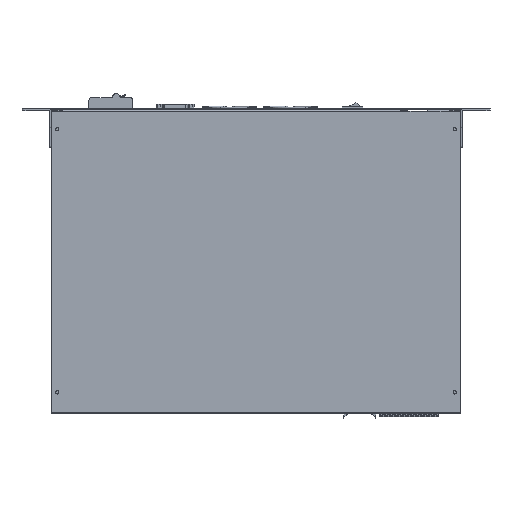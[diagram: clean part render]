
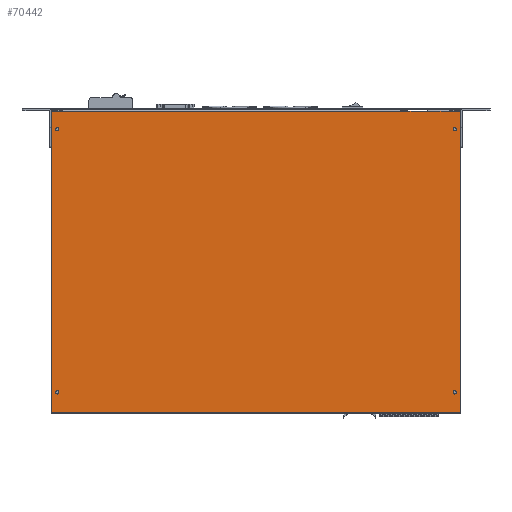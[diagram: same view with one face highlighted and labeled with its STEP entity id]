
A CAD part, top view. The second image highlights one B-rep face of the part: STEP entity #70442.
In plain terms, the highlighted planar face has unit normal (0, 0, 1).
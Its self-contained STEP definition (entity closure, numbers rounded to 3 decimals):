
#1309=FACE_BOUND('',#9106,.T.);
#1310=FACE_BOUND('',#9107,.T.);
#1311=FACE_BOUND('',#9108,.T.);
#1312=FACE_BOUND('',#9109,.T.);
#2720=CIRCLE('',#74640,1.7);
#2721=CIRCLE('',#74641,1.7);
#2724=CIRCLE('',#74645,1.7);
#2725=CIRCLE('',#74646,1.7);
#2727=CIRCLE('',#74649,1.7);
#2729=CIRCLE('',#74652,1.7);
#2730=CIRCLE('',#74655,1.);
#2732=CIRCLE('',#74658,1.);
#5204=FACE_OUTER_BOUND('',#9105,.T.);
#9105=EDGE_LOOP('',(#46935,#46936,#46937,#46938,#46939,#46940,#46941,#46942,
#46943,#46944));
#9106=EDGE_LOOP('',(#46945,#46946));
#9107=EDGE_LOOP('',(#46947,#46948));
#9108=EDGE_LOOP('',(#46949));
#9109=EDGE_LOOP('',(#46950));
#13587=LINE('',#101653,#21508);
#13602=LINE('',#101696,#21523);
#13633=LINE('',#101791,#21554);
#13640=LINE('',#101812,#21561);
#13643=LINE('',#101818,#21564);
#13644=LINE('',#101820,#21565);
#13645=LINE('',#101821,#21566);
#13646=LINE('',#101822,#21567);
#21508=VECTOR('',#80986,1.);
#21523=VECTOR('',#81027,1.);
#21554=VECTOR('',#81120,1.);
#21561=VECTOR('',#81141,1.);
#21564=VECTOR('',#81146,1.);
#21565=VECTOR('',#81147,1.);
#21566=VECTOR('',#81148,1.);
#21567=VECTOR('',#81149,1.);
#29429=VERTEX_POINT('',#101650);
#29430=VERTEX_POINT('',#101652);
#29445=VERTEX_POINT('',#101694);
#29467=VERTEX_POINT('',#101761);
#29468=VERTEX_POINT('',#101763);
#29471=VERTEX_POINT('',#101771);
#29472=VERTEX_POINT('',#101773);
#29474=VERTEX_POINT('',#101779);
#29476=VERTEX_POINT('',#101785);
#29477=VERTEX_POINT('',#101789);
#29478=VERTEX_POINT('',#101790);
#29480=VERTEX_POINT('',#101797);
#29482=VERTEX_POINT('',#101803);
#29483=VERTEX_POINT('',#101804);
#29487=VERTEX_POINT('',#101817);
#29488=VERTEX_POINT('',#101819);
#36481=EDGE_CURVE('',#29429,#29430,#13587,.T.);
#36503=EDGE_CURVE('',#29445,#29429,#13602,.T.);
#36536=EDGE_CURVE('',#29468,#29467,#2720,.T.);
#36537=EDGE_CURVE('',#29467,#29468,#2721,.T.);
#36541=EDGE_CURVE('',#29472,#29471,#2724,.T.);
#36542=EDGE_CURVE('',#29471,#29472,#2725,.T.);
#36545=EDGE_CURVE('',#29474,#29474,#2727,.T.);
#36548=EDGE_CURVE('',#29476,#29476,#2729,.T.);
#36549=EDGE_CURVE('',#29477,#29478,#13633,.T.);
#36553=EDGE_CURVE('',#29478,#29480,#2730,.T.);
#36556=EDGE_CURVE('',#29482,#29483,#2732,.T.);
#36560=EDGE_CURVE('',#29483,#29445,#13640,.T.);
#36563=EDGE_CURVE('',#29487,#29482,#13643,.T.);
#36564=EDGE_CURVE('',#29487,#29488,#13644,.F.);
#36565=EDGE_CURVE('',#29480,#29488,#13645,.T.);
#36566=EDGE_CURVE('',#29430,#29477,#13646,.T.);
#46935=ORIENTED_EDGE('',*,*,#36503,.F.);
#46936=ORIENTED_EDGE('',*,*,#36560,.F.);
#46937=ORIENTED_EDGE('',*,*,#36556,.F.);
#46938=ORIENTED_EDGE('',*,*,#36563,.F.);
#46939=ORIENTED_EDGE('',*,*,#36564,.T.);
#46940=ORIENTED_EDGE('',*,*,#36565,.F.);
#46941=ORIENTED_EDGE('',*,*,#36553,.F.);
#46942=ORIENTED_EDGE('',*,*,#36549,.F.);
#46943=ORIENTED_EDGE('',*,*,#36566,.F.);
#46944=ORIENTED_EDGE('',*,*,#36481,.F.);
#46945=ORIENTED_EDGE('',*,*,#36536,.T.);
#46946=ORIENTED_EDGE('',*,*,#36537,.T.);
#46947=ORIENTED_EDGE('',*,*,#36541,.T.);
#46948=ORIENTED_EDGE('',*,*,#36542,.T.);
#46949=ORIENTED_EDGE('',*,*,#36545,.T.);
#46950=ORIENTED_EDGE('',*,*,#36548,.T.);
#67491=PLANE('',#74661);
#70442=ADVANCED_FACE('',(#5204,#1309,#1310,#1311,#1312),#67491,.T.);
#74640=AXIS2_PLACEMENT_3D('',#101764,#81089,#81090);
#74641=AXIS2_PLACEMENT_3D('',#101765,#81091,#81092);
#74645=AXIS2_PLACEMENT_3D('',#101774,#81100,#81101);
#74646=AXIS2_PLACEMENT_3D('',#101775,#81102,#81103);
#74649=AXIS2_PLACEMENT_3D('',#101781,#81109,#81110);
#74652=AXIS2_PLACEMENT_3D('',#101787,#81116,#81117);
#74655=AXIS2_PLACEMENT_3D('',#101798,#81126,#81127);
#74658=AXIS2_PLACEMENT_3D('',#101805,#81133,#81134);
#74661=AXIS2_PLACEMENT_3D('',#101816,#81144,#81145);
#80986=DIRECTION('',(1.,0.,0.));
#81027=DIRECTION('',(1.,0.,0.));
#81089=DIRECTION('center_axis',(0.,0.,
-1.));
#81090=DIRECTION('ref_axis',(-1.,0.,0.));
#81091=DIRECTION('center_axis',(0.,0.,
-1.));
#81092=DIRECTION('ref_axis',(-1.,0.,0.));
#81100=DIRECTION('center_axis',(0.,0.,
-1.));
#81101=DIRECTION('ref_axis',(-1.,0.,0.));
#81102=DIRECTION('center_axis',(0.,0.,
-1.));
#81103=DIRECTION('ref_axis',(-1.,0.,0.));
#81109=DIRECTION('center_axis',(0.,0.,
-1.));
#81110=DIRECTION('ref_axis',(-1.,0.,0.));
#81116=DIRECTION('center_axis',(0.,0.,
-1.));
#81117=DIRECTION('ref_axis',(-1.,0.,0.));
#81120=DIRECTION('',(1.,0.,0.));
#81126=DIRECTION('center_axis',(0.,0.,
-1.));
#81127=DIRECTION('ref_axis',(-1.,0.,0.));
#81133=DIRECTION('center_axis',(0.,0.,
-1.));
#81134=DIRECTION('ref_axis',(-1.,0.,0.));
#81141=DIRECTION('',(1.,0.,0.));
#81144=DIRECTION('center_axis',(0.,0.,
1.));
#81145=DIRECTION('ref_axis',(-1.,0.,0.));
#81146=DIRECTION('',(0.,1.,0.));
#81147=DIRECTION('',(-1.,0.,0.));
#81148=DIRECTION('',(0.,-1.,0.));
#81149=DIRECTION('',(1.,0.,0.));
#101650=CARTESIAN_POINT('',(4599.201,2929.911,551.648));
#101652=CARTESIAN_POINT('',(4626.701,2929.911,551.648));
#101653=CARTESIAN_POINT('',(4247.201,2929.911,551.648));
#101694=CARTESIAN_POINT('',(4252.276,2929.911,551.648));
#101696=CARTESIAN_POINT('',(4247.201,2929.911,551.648));
#101761=CARTESIAN_POINT('',(4248.476,2641.186,551.648));
#101763=CARTESIAN_POINT('',(4245.076,2641.186,551.648));
#101764=CARTESIAN_POINT('Origin',(4246.776,2641.186,551.648));
#101765=CARTESIAN_POINT('Origin',(4246.776,2641.186,551.648));
#101771=CARTESIAN_POINT('',(4656.326,2641.186,551.648));
#101773=CARTESIAN_POINT('',(4652.926,2641.186,551.648));
#101774=CARTESIAN_POINT('Origin',(4654.626,2641.186,551.648));
#101775=CARTESIAN_POINT('Origin',(4654.626,2641.186,551.648));
#101779=CARTESIAN_POINT('',(4656.326,2911.266,551.648));
#101781=CARTESIAN_POINT('Origin',(4654.626,2911.266,551.648));
#101785=CARTESIAN_POINT('',(4248.476,2911.266,551.648));
#101787=CARTESIAN_POINT('Origin',(4246.776,2911.266,551.648));
#101789=CARTESIAN_POINT('',(4649.126,2929.911,551.648));
#101790=CARTESIAN_POINT('',(4659.701,2929.911,551.648));
#101791=CARTESIAN_POINT('',(4552.451,2929.911,551.648));
#101797=CARTESIAN_POINT('',(4660.701,2928.911,551.648));
#101798=CARTESIAN_POINT('Origin',(4659.701,2928.911,551.648));
#101803=CARTESIAN_POINT('',(4240.701,2928.911,551.648));
#101804=CARTESIAN_POINT('',(4241.701,2929.911,551.648));
#101805=CARTESIAN_POINT('Origin',(4241.701,2928.911,551.648));
#101812=CARTESIAN_POINT('',(4346.201,2929.911,551.648));
#101816=CARTESIAN_POINT('Origin',(4450.701,2772.836,551.648));
#101817=CARTESIAN_POINT('',(4240.701,2621.036,551.648));
#101818=CARTESIAN_POINT('',(4240.701,2919.686,551.648));
#101819=CARTESIAN_POINT('',(4660.701,2621.036,551.648));
#101820=CARTESIAN_POINT('',(4253.701,2621.036,551.648));
#101821=CARTESIAN_POINT('',(4660.701,2623.961,551.648));
#101822=CARTESIAN_POINT('',(4247.201,2929.911,551.648));
